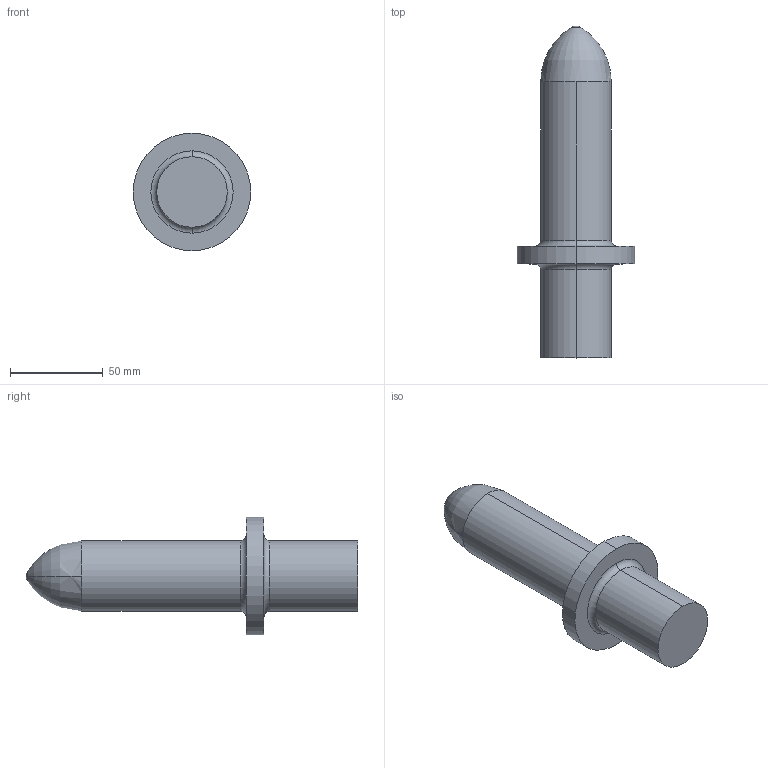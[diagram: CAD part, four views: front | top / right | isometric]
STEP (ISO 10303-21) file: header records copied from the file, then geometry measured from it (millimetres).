
FILE_DESCRIPTION (( 'STEP AP203' ), '1' );
FILE_NAME ('Impact Anvil 2.2.SLDASM.STEP', '2023-03-31T20:35:25', ( '' ), ( '' ), 'SwSTEP 2.0', 'SolidWorks 2022', '' );
FILE_SCHEMA (( 'CONFIG_CONTROL_DESIGN' ));
Length unit declared in the file: inch
Products named in the file (3): Impact Weight; Impact Nose; Impact Anvil 2.2.SLDASM
Assembly tree (2 placements, depth 2):
  Impact Anvil 2.2.SLDASM
    Impact Weight
    Impact Nose
Bounding box: 63.5 x 179.39 x 63.5 mm (x, y, z)
Volume: 205655 mm3; surface area: 30444.9 mm2
Topology: 2 solids, 2 shells, 27 faces, 54 edges, 31 vertices
Faces by surface type: cylinder 10, torus 6, plane 5, cone 4, sphere 2
Entity records: 995 total; most frequent: DIRECTION 150, CARTESIAN_POINT 113, ORIENTED_EDGE 100, AXIS2_PLACEMENT_3D 68, EDGE_CURVE 50, CIRCLE 36, VERTEX_POINT 31, EDGE_LOOP 31
